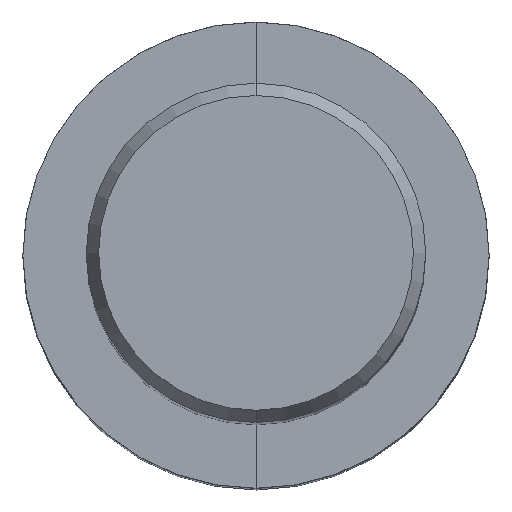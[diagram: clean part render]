
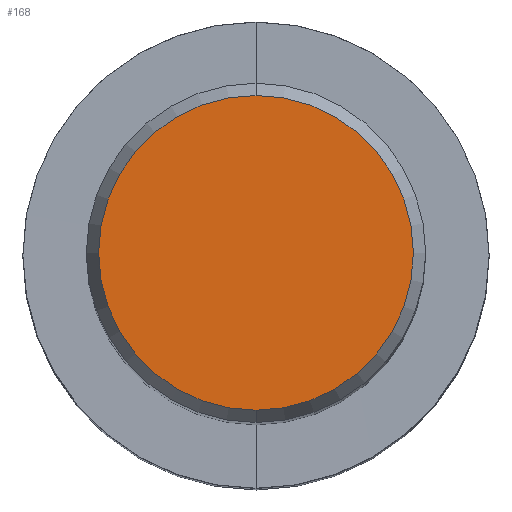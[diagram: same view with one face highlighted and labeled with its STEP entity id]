
A CAD part, top view. The second image highlights one B-rep face of the part: STEP entity #168.
In plain terms, the highlighted planar face has unit normal (0, 0, 1).
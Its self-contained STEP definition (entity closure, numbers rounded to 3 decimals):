
#96=VERTEX_POINT('',#211);
#132=EDGE_CURVE('',#166,#96,#254,.T.);
#138=EDGE_CURVE('',#96,#166,#260,.T.);
#166=VERTEX_POINT('',#290);
#168=ADVANCED_FACE('',(#292),#293,.T.);
#211=CARTESIAN_POINT('',(0.,-5.892,0.01));
#254=CIRCLE('',#384,5.892);
#260=CIRCLE('',#392,5.892);
#290=CARTESIAN_POINT('',(0.0,5.892,0.01));
#292=FACE_OUTER_BOUND('',#434,.T.);
#293=PLANE('',#435);
#384=AXIS2_PLACEMENT_3D('',#526,#527,#528);
#392=AXIS2_PLACEMENT_3D('',#532,#533,#534);
#434=EDGE_LOOP('',(#564,#565));
#435=AXIS2_PLACEMENT_3D('',#566,#567,#568);
#526=CARTESIAN_POINT('',(0.0,0.0,0.01));
#527=DIRECTION('',(0.0,0.0,-1.0));
#528=DIRECTION('',(0.0,1.0,0.0));
#532=CARTESIAN_POINT('',(0.0,0.0,0.01));
#533=DIRECTION('',(0.0,0.0,-1.0));
#534=DIRECTION('',(0.0,1.0,0.0));
#564=ORIENTED_EDGE('',*,*,#132,.F.);
#565=ORIENTED_EDGE('',*,*,#138,.F.);
#566=CARTESIAN_POINT('',(0.0,2.946,0.01));
#567=DIRECTION('',(-0.0,0.0,1.0));
#568=DIRECTION('',(0.0,-1.0,0.0));
